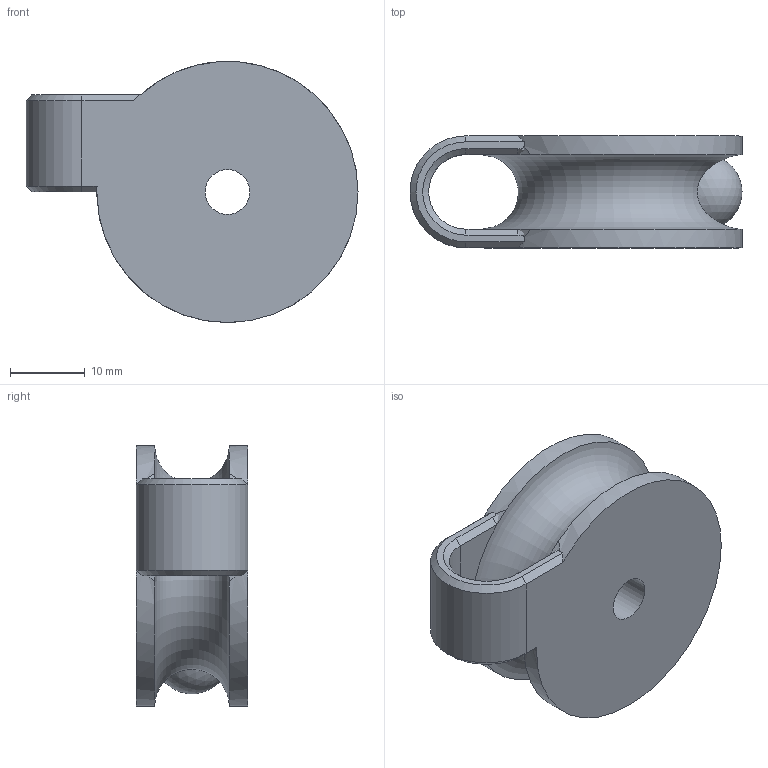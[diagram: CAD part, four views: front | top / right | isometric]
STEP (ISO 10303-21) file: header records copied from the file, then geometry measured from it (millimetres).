
FILE_DESCRIPTION(('FreeCAD Model'),'2;1');
FILE_NAME('Open CASCADE Shape Model','2025-11-20T21:00:52',(''),(''), 'Open CASCADE STEP processor 7.6','FreeCAD','Unknown');
FILE_SCHEMA(('AUTOMOTIVE_DESIGN { 1 0 10303 214 1 1 1 1 }'));
Length unit declared in the file: millimetre
Products named in the file (1): Roll
Bounding box: 44.5 x 15 x 35 mm (x, y, z)
Volume: 11771.9 mm3; surface area: 4924.2 mm2
Topology: 1 solids, 1 shells, 31 faces, 89 edges, 54 vertices
Faces by surface type: plane 13, cylinder 5, bspline 5, cone 4, torus 2, sphere 2
Full cylindrical faces by diameter (mm): 6 x1
Entity records: 3669 total; most frequent: CARTESIAN_POINT 2042, DIRECTION 278, ORIENTED_EDGE 170, PCURVE 170, DEFINITIONAL_REPRESENTATION 170, LINE 147, VECTOR 147, EDGE_CURVE 85
